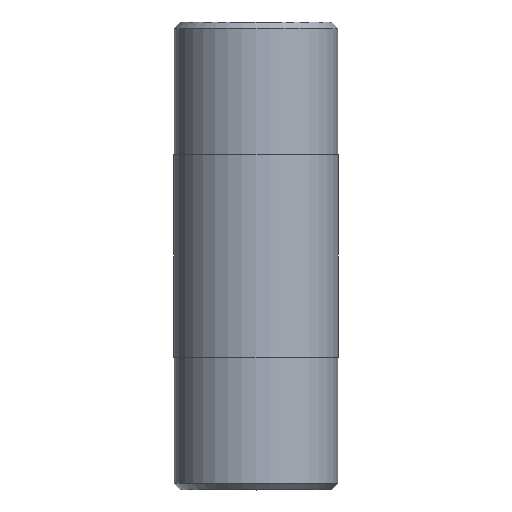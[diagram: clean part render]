
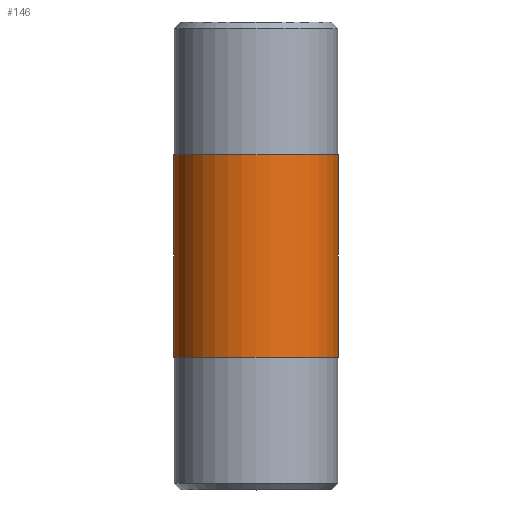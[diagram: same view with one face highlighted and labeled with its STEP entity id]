
A CAD part, top view. The second image highlights one B-rep face of the part: STEP entity #146.
In plain terms, the highlighted cylindrical face has radius 10.578 mm (diameter 21.155 mm), a full revolution.
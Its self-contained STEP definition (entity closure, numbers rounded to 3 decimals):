
#22=CYLINDRICAL_SURFACE('',#172,10.578);
#34=FACE_BOUND('',#70,.T.);
#46=FACE_OUTER_BOUND('',#69,.T.);
#69=EDGE_LOOP('',(#129));
#70=EDGE_LOOP('',(#130));
#81=CIRCLE('',#169,10.578);
#82=CIRCLE('',#171,10.578);
#93=VERTEX_POINT('',#254);
#94=VERTEX_POINT('',#257);
#105=EDGE_CURVE('',#93,#93,#81,.T.);
#106=EDGE_CURVE('',#94,#94,#82,.T.);
#129=ORIENTED_EDGE('',*,*,#105,.F.);
#130=ORIENTED_EDGE('',*,*,#106,.F.);
#146=ADVANCED_FACE('',(#46,#34),#22,.T.);
#169=AXIS2_PLACEMENT_3D('',#255,#215,#216);
#171=AXIS2_PLACEMENT_3D('',#258,#219,#220);
#172=AXIS2_PLACEMENT_3D('',#259,#221,#222);
#215=DIRECTION('center_axis',(0.,-1.,0.));
#216=DIRECTION('ref_axis',(1.,0.,0.));
#219=DIRECTION('center_axis',(0.,1.,0.));
#220=DIRECTION('ref_axis',(1.,0.,0.));
#221=DIRECTION('center_axis',(0.,1.,0.));
#222=DIRECTION('ref_axis',(1.,0.,0.));
#254=CARTESIAN_POINT('',(-10.578,-13.,0.));
#255=CARTESIAN_POINT('Origin',(0.,-13.,0.));
#257=CARTESIAN_POINT('',(-10.578,13.,0.));
#258=CARTESIAN_POINT('Origin',(0.,13.,0.));
#259=CARTESIAN_POINT('Origin',(0.,0.,0.));
